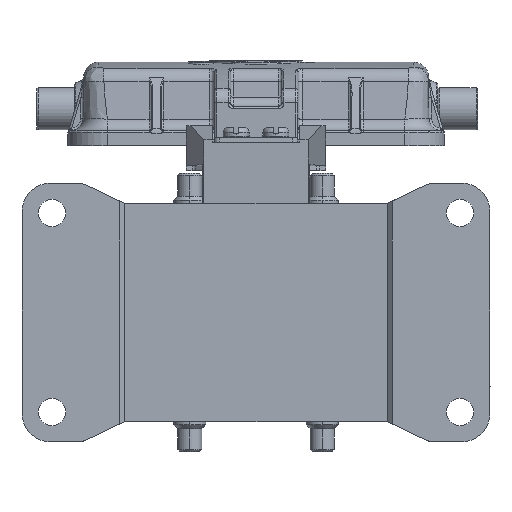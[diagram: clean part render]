
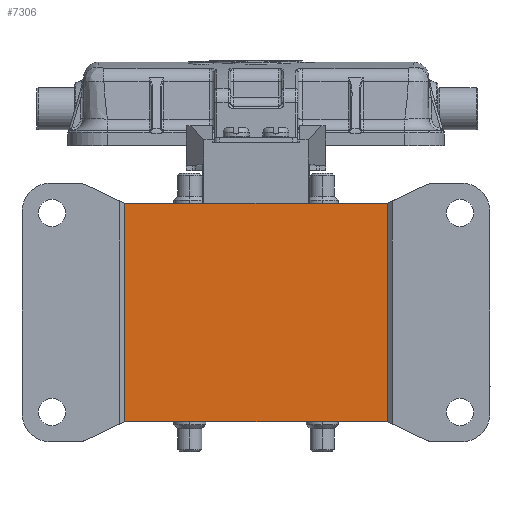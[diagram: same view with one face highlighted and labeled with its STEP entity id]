
A CAD part, front view. The second image highlights one B-rep face of the part: STEP entity #7306.
In plain terms, the highlighted planar face has unit normal (0, -1, 0).
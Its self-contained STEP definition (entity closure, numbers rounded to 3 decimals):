
#1361=B_SPLINE_CURVE_WITH_KNOTS('',3,(#56798,#56799,#56800,#56801,#56802,
#56803,#56804),.UNSPECIFIED.,.F.,.F.,(4,3,4),(0.,0.03,1.),
 .UNSPECIFIED.);
#1377=B_SPLINE_CURVE_WITH_KNOTS('',3,(#57092,#57093,#57094,#57095),
 .UNSPECIFIED.,.F.,.F.,(4,4),(0.,1.),.UNSPECIFIED.);
#1379=B_SPLINE_CURVE_WITH_KNOTS('',3,(#57102,#57103,#57104,#57105,#57106,
#57107,#57108,#57109,#57110,#57111),.UNSPECIFIED.,.F.,.F.,(4,3,3,4),(0.,
0.03,0.97,1.),.UNSPECIFIED.);
#1382=B_SPLINE_CURVE_WITH_KNOTS('',3,(#57150,#57151,#57152,#57153,#57154,
#57155,#57156),.UNSPECIFIED.,.F.,.F.,(4,3,4),(0.,0.03,1.),
 .UNSPECIFIED.);
#1384=B_SPLINE_CURVE_WITH_KNOTS('',3,(#57163,#57164,#57165,#57166,#57167,
#57168,#57169),.UNSPECIFIED.,.F.,.F.,(4,3,4),(0.,0.969,1.),
 .UNSPECIFIED.);
#1385=B_SPLINE_CURVE_WITH_KNOTS('',3,(#57172,#57173,#57174,#57175),
 .UNSPECIFIED.,.F.,.F.,(4,4),(0.,1.),.UNSPECIFIED.);
#1386=B_SPLINE_CURVE_WITH_KNOTS('',3,(#57176,#57177,#57178,#57179),
 .UNSPECIFIED.,.F.,.F.,(4,4),(0.,1.),.UNSPECIFIED.);
#1387=B_SPLINE_CURVE_WITH_KNOTS('',3,(#57180,#57181,#57182,#57183),
 .UNSPECIFIED.,.F.,.F.,(4,4),(0.,1.),.UNSPECIFIED.);
#7306=ADVANCED_FACE('',(#9277),#7930,.T.);
#7930=PLANE('',#28184);
#9277=FACE_OUTER_BOUND('',#10885,.T.);
#10885=EDGE_LOOP('',(#17529,#17530,#17531,#17532,#17533,#17534,#17535,#17536));
#17529=ORIENTED_EDGE('',*,*,#24632,.F.);
#17530=ORIENTED_EDGE('',*,*,#24633,.T.);
#17531=ORIENTED_EDGE('',*,*,#24630,.F.);
#17532=ORIENTED_EDGE('',*,*,#24634,.F.);
#17533=ORIENTED_EDGE('',*,*,#24613,.F.);
#17534=ORIENTED_EDGE('',*,*,#24611,.F.);
#17535=ORIENTED_EDGE('',*,*,#24497,.F.);
#17536=ORIENTED_EDGE('',*,*,#24635,.F.);
#20901=VERTEX_POINT('',#56797);
#20902=VERTEX_POINT('',#56805);
#20989=VERTEX_POINT('',#57096);
#20990=VERTEX_POINT('',#57112);
#21001=VERTEX_POINT('',#57149);
#21002=VERTEX_POINT('',#57157);
#21003=VERTEX_POINT('',#57170);
#21004=VERTEX_POINT('',#57171);
#24497=EDGE_CURVE('',#20901,#20902,#1361,.T.);
#24611=EDGE_CURVE('',#20902,#20989,#1377,.T.);
#24613=EDGE_CURVE('',#20989,#20990,#1379,.T.);
#24630=EDGE_CURVE('',#21001,#21002,#1382,.T.);
#24632=EDGE_CURVE('',#21003,#21004,#1384,.T.);
#24633=EDGE_CURVE('',#21003,#21002,#1385,.T.);
#24634=EDGE_CURVE('',#20990,#21001,#1386,.T.);
#24635=EDGE_CURVE('',#21004,#20901,#1387,.T.);
#28184=AXIS2_PLACEMENT_3D('',#57184,#33748,#33749);
#33748=DIRECTION('',(0.,-1.,0.));
#33749=DIRECTION('',(-1.,0.,0.));
#56797=CARTESIAN_POINT('',(52.073,50.375,18.593));
#56798=CARTESIAN_POINT('',(52.073,50.375,18.592));
#56799=CARTESIAN_POINT('',(52.073,50.375,18.592));
#56800=CARTESIAN_POINT('',(52.073,50.375,18.593));
#56801=CARTESIAN_POINT('',(52.073,50.375,18.593));
#56802=CARTESIAN_POINT('',(52.067,50.375,18.595));
#56803=CARTESIAN_POINT('',(52.061,50.375,18.598));
#56804=CARTESIAN_POINT('',(52.055,50.375,18.601));
#56805=CARTESIAN_POINT('',(52.055,50.375,18.601));
#57092=CARTESIAN_POINT('',(52.055,50.375,18.601));
#57093=CARTESIAN_POINT('',(34.487,50.375,18.601));
#57094=CARTESIAN_POINT('',(16.918,50.375,18.601));
#57095=CARTESIAN_POINT('',(-0.65,50.375,18.601));
#57096=CARTESIAN_POINT('',(-0.65,50.375,18.601));
#57102=CARTESIAN_POINT('',(-0.649,50.375,18.601));
#57103=CARTESIAN_POINT('',(-0.65,50.375,18.601));
#57104=CARTESIAN_POINT('',(-0.65,50.375,18.601));
#57105=CARTESIAN_POINT('',(-0.65,50.375,18.601));
#57106=CARTESIAN_POINT('',(-0.656,50.375,18.598));
#57107=CARTESIAN_POINT('',(-0.661,50.375,18.596));
#57108=CARTESIAN_POINT('',(-0.667,50.375,18.593));
#57109=CARTESIAN_POINT('',(-0.667,50.375,18.593));
#57110=CARTESIAN_POINT('',(-0.667,50.375,18.593));
#57111=CARTESIAN_POINT('',(-0.668,50.375,18.593));
#57112=CARTESIAN_POINT('',(-0.668,50.375,18.593));
#57149=CARTESIAN_POINT('',(-0.668,50.375,62.442));
#57150=CARTESIAN_POINT('',(-0.668,50.375,62.442));
#57151=CARTESIAN_POINT('',(-0.668,50.375,62.442));
#57152=CARTESIAN_POINT('',(-0.668,50.375,62.442));
#57153=CARTESIAN_POINT('',(-0.667,50.375,62.442));
#57154=CARTESIAN_POINT('',(-0.662,50.375,62.439));
#57155=CARTESIAN_POINT('',(-0.656,50.375,62.436));
#57156=CARTESIAN_POINT('',(-0.65,50.375,62.434));
#57157=CARTESIAN_POINT('',(-0.65,50.375,62.434));
#57163=CARTESIAN_POINT('',(52.055,50.375,62.434));
#57164=CARTESIAN_POINT('',(52.061,50.375,62.436));
#57165=CARTESIAN_POINT('',(52.066,50.375,62.439));
#57166=CARTESIAN_POINT('',(52.072,50.375,62.442));
#57167=CARTESIAN_POINT('',(52.072,50.375,62.442));
#57168=CARTESIAN_POINT('',(52.072,50.375,62.442));
#57169=CARTESIAN_POINT('',(52.073,50.375,62.442));
#57170=CARTESIAN_POINT('',(52.055,50.375,62.434));
#57171=CARTESIAN_POINT('',(52.073,50.375,62.442));
#57172=CARTESIAN_POINT('',(52.055,50.375,62.434));
#57173=CARTESIAN_POINT('',(34.487,50.375,62.434));
#57174=CARTESIAN_POINT('',(16.918,50.375,62.434));
#57175=CARTESIAN_POINT('',(-0.65,50.375,62.434));
#57176=CARTESIAN_POINT('',(-0.668,50.376,18.593));
#57177=CARTESIAN_POINT('',(-0.668,50.376,33.209));
#57178=CARTESIAN_POINT('',(-0.668,50.376,47.826));
#57179=CARTESIAN_POINT('',(-0.668,50.376,62.442));
#57180=CARTESIAN_POINT('',(52.073,50.376,62.442));
#57181=CARTESIAN_POINT('',(52.073,50.376,47.825));
#57182=CARTESIAN_POINT('',(52.073,50.376,33.209));
#57183=CARTESIAN_POINT('',(52.073,50.376,18.593));
#57184=CARTESIAN_POINT('',(25.703,50.375,40.517));
